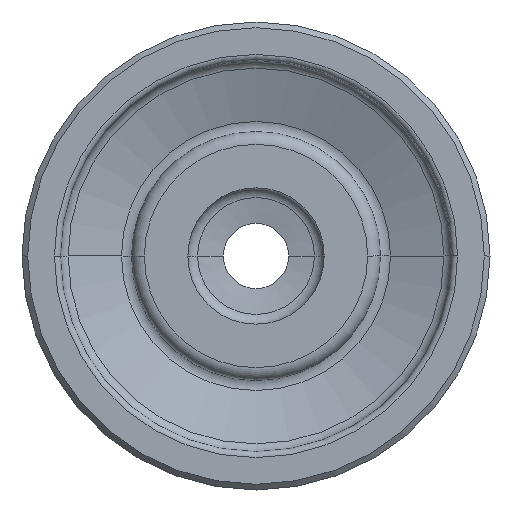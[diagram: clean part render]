
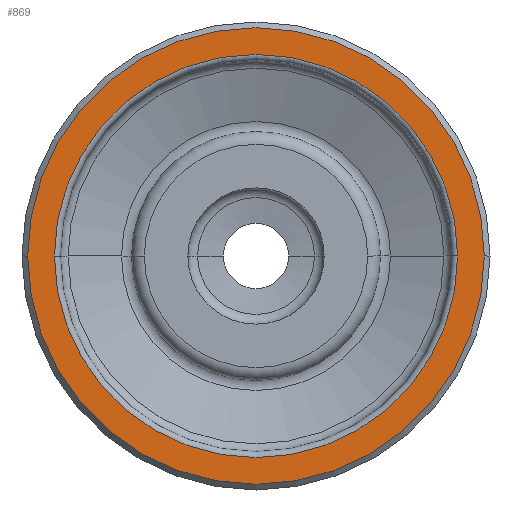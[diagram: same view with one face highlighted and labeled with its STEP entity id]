
A CAD part, front view. The second image highlights one B-rep face of the part: STEP entity #869.
In plain terms, the highlighted planar face has unit normal (0, -1, 0).
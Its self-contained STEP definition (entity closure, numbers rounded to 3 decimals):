
#42 = FACE_BOUND ( 'NONE', #215, .T. ) ;
#66 = EDGE_CURVE ( 'NONE', #287, #498, #232, .T. ) ;
#77 = EDGE_CURVE ( 'NONE', #367, #195, #147, .T. ) ;
#85 = CARTESIAN_POINT ( 'NONE',  ( 19.25, -0.396, 0. ) ) ;
#103 = EDGE_CURVE ( 'NONE', #498, #287, #918, .T. ) ;
#142 = ORIENTED_EDGE ( 'NONE', *, *, #315, .T. ) ;
#147 = CIRCLE ( 'NONE', #337, 19.25 ) ;
#151 = DIRECTION ( 'NONE',  ( 0., 1., 0. ) ) ;
#154 = CARTESIAN_POINT ( 'NONE',  ( 0., -0.396, 0. ) ) ;
#177 = CARTESIAN_POINT ( 'NONE',  ( 0., -0.396, 0. ) ) ;
#195 = VERTEX_POINT ( 'NONE', #85 ) ;
#197 = CARTESIAN_POINT ( 'NONE',  ( 0., -0.396, 0. ) ) ;
#215 = EDGE_LOOP ( 'NONE', ( #766, #499 ) ) ;
#230 = DIRECTION ( 'NONE',  ( -1., 0., 0. ) ) ;
#232 = CIRCLE ( 'NONE', #443, 17. ) ;
#246 = DIRECTION ( 'NONE',  ( -1., 0., 0. ) ) ;
#261 = EDGE_LOOP ( 'NONE', ( #802, #142 ) ) ;
#264 = DIRECTION ( 'NONE',  ( -1., 0., 0. ) ) ;
#287 = VERTEX_POINT ( 'NONE', #460 ) ;
#307 = AXIS2_PLACEMENT_3D ( 'NONE', #197, #706, #264 ) ;
#311 = DIRECTION ( 'NONE',  ( 0., 1., 0. ) ) ;
#315 = EDGE_CURVE ( 'NONE', #195, #367, #764, .T. ) ;
#337 = AXIS2_PLACEMENT_3D ( 'NONE', #177, #690, #246 ) ;
#367 = VERTEX_POINT ( 'NONE', #710 ) ;
#443 = AXIS2_PLACEMENT_3D ( 'NONE', #756, #311, #834 ) ;
#460 = CARTESIAN_POINT ( 'NONE',  ( 17., -0.396, 0. ) ) ;
#490 = AXIS2_PLACEMENT_3D ( 'NONE', #669, #151, #815 ) ;
#498 = VERTEX_POINT ( 'NONE', #858 ) ;
#499 = ORIENTED_EDGE ( 'NONE', *, *, #66, .T. ) ;
#590 = AXIS2_PLACEMENT_3D ( 'NONE', #154, #673, #230 ) ;
#669 = CARTESIAN_POINT ( 'NONE',  ( 16.5, -0.396, 0. ) ) ;
#673 = DIRECTION ( 'NONE',  ( 0., 1., 0. ) ) ;
#690 = DIRECTION ( 'NONE',  ( 0., -1., 0. ) ) ;
#706 = DIRECTION ( 'NONE',  ( 0., -1., 0. ) ) ;
#710 = CARTESIAN_POINT ( 'NONE',  ( -19.25, -0.396, 0. ) ) ;
#737 = PLANE ( 'NONE',  #490 ) ;
#756 = CARTESIAN_POINT ( 'NONE',  ( 0., -0.396, 0. ) ) ;
#764 = CIRCLE ( 'NONE', #307, 19.25 ) ;
#766 = ORIENTED_EDGE ( 'NONE', *, *, #103, .T. ) ;
#802 = ORIENTED_EDGE ( 'NONE', *, *, #77, .T. ) ;
#815 = DIRECTION ( 'NONE',  ( -1., 0., 0. ) ) ;
#834 = DIRECTION ( 'NONE',  ( -1., 0., 0. ) ) ;
#858 = CARTESIAN_POINT ( 'NONE',  ( -17., -0.396, 0. ) ) ;
#862 = FACE_OUTER_BOUND ( 'NONE', #261, .T. ) ;
#869 = ADVANCED_FACE ( 'NONE', ( #42, #862 ), #737, .F. ) ;
#918 = CIRCLE ( 'NONE', #590, 17. ) ;
